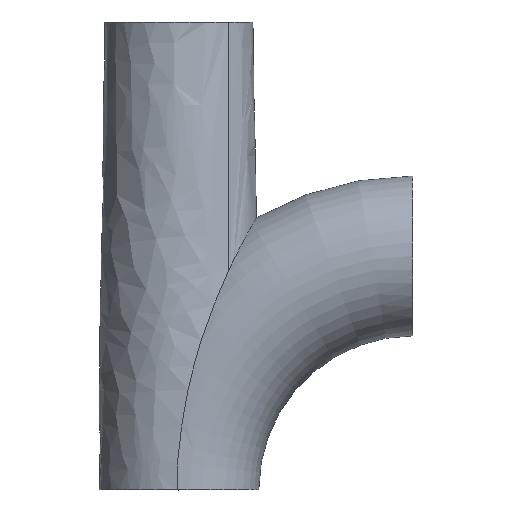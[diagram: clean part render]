
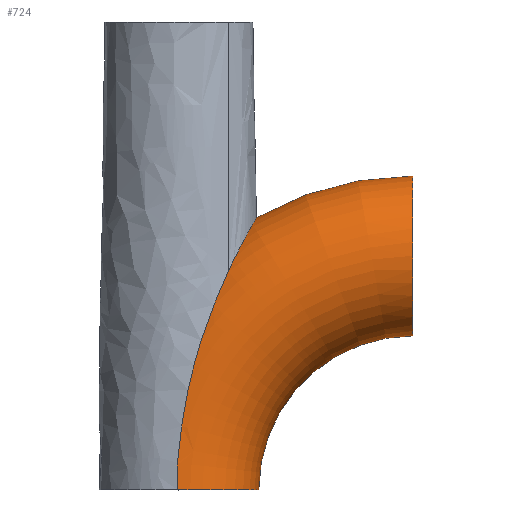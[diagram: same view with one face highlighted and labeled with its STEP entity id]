
A CAD part, top view. The second image highlights one B-rep face of the part: STEP entity #724.
In plain terms, the highlighted toroidal (fillet/blend) face has major radius 60 mm and minor radius 20.5 mm.
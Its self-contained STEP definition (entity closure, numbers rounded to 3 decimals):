
#8 = CARTESIAN_POINT ( 'NONE',  ( 13.064, 56.856, 15.239 ) ) ;
#31 = EDGE_CURVE ( 'NONE', #307, #931, #343, .T. ) ;
#35 = CARTESIAN_POINT ( 'NONE',  ( 0.867, 17.584, 20.436 ) ) ;
#43 = CARTESIAN_POINT ( 'NONE',  ( 0.566, 15.449, 20.455 ) ) ;
#52 = CARTESIAN_POINT ( 'NONE',  ( 11.82, 54.185, 16.299 ) ) ;
#67 = CARTESIAN_POINT ( 'NONE',  ( 60., 0., 0. ) ) ;
#74 = DIRECTION ( 'NONE',  ( -1., 0., 0. ) ) ;
#105 = EDGE_CURVE ( 'NONE', #366, #847, #764, .T. ) ;
#111 = DIRECTION ( 'NONE',  ( 0., 1., 0. ) ) ;
#136 = CARTESIAN_POINT ( 'NONE',  ( 1.928, 23.947, 20.337 ) ) ;
#137 = EDGE_CURVE ( 'NONE', #195, #808, #283, .T. ) ;
#143 = CARTESIAN_POINT ( 'NONE',  ( 9.377, 48.455, 17.893 ) ) ;
#149 = CARTESIAN_POINT ( 'NONE',  ( 10.985, 52.299, 16.893 ) ) ;
#166 = CARTESIAN_POINT ( 'NONE',  ( 19.855, 69.756, 0.973 ) ) ;
#172 = EDGE_LOOP ( 'NONE', ( #376, #1245, #797, #300, #513, #1011, #290 ) ) ;
#178 = CARTESIAN_POINT ( 'NONE',  ( 20.5, 0., 0. ) ) ;
#195 = VERTEX_POINT ( 'NONE', #1073 ) ;
#207 = CARTESIAN_POINT ( 'NONE',  ( 17.597, 65.74, 9.388 ) ) ;
#232 = CARTESIAN_POINT ( 'NONE',  ( -0.367, 6.872, 20.486 ) ) ;
#234 = CARTESIAN_POINT ( 'NONE',  ( 12.678, 56.028, 15.568 ) ) ;
#241 = CARTESIAN_POINT ( 'NONE',  ( 19.873, 69.786, 0. ) ) ;
#249 = CARTESIAN_POINT ( 'NONE',  ( 19.728, 69.537, 2.43 ) ) ;
#255 = CARTESIAN_POINT ( 'NONE',  ( -0.147, 9.018, 20.484 ) ) ;
#261 = CARTESIAN_POINT ( 'NONE',  ( 60., 0., 0. ) ) ;
#268 = CARTESIAN_POINT ( 'NONE',  ( 19.872, 69.786, 0.486 ) ) ;
#283 = CIRCLE ( 'NONE', #484, 80.5 ) ;
#290 = ORIENTED_EDGE ( 'NONE', *, *, #1087, .F. ) ;
#300 = ORIENTED_EDGE ( 'NONE', *, *, #31, .T. ) ;
#307 = VERTEX_POINT ( 'NONE', #453 ) ;
#312 = CARTESIAN_POINT ( 'NONE',  ( 18.099, 66.653, 8.345 ) ) ;
#326 = CARTESIAN_POINT ( 'NONE',  ( 17.422, 65.419, 9.718 ) ) ;
#335 = CARTESIAN_POINT ( 'NONE',  ( -0.367, 0., 20.496 ) ) ;
#343 = B_SPLINE_CURVE_WITH_KNOTS ( 'NONE', 3,
 ( #1017, #452, #985, #673 ),
 .UNSPECIFIED., .F., .F.,
 ( 4, 4 ),
 ( 0., 1. ),
 .UNSPECIFIED. ) ;
#355 = CARTESIAN_POINT ( 'NONE',  ( 4.517, 34.347, 19.832 ) ) ;
#364 = CARTESIAN_POINT ( 'NONE',  ( 2.845, 28.138, 20.218 ) ) ;
#366 = VERTEX_POINT ( 'NONE', #178 ) ;
#376 = ORIENTED_EDGE ( 'NONE', *, *, #137, .F. ) ;
#428 = CARTESIAN_POINT ( 'NONE',  ( 14.237, 59.282, 14.105 ) ) ;
#438 = EDGE_CURVE ( 'NONE', #931, #366, #600, .T. ) ;
#452 = CARTESIAN_POINT ( 'NONE',  ( -0.369, 4.582, 20.491 ) ) ;
#453 = CARTESIAN_POINT ( 'NONE',  ( -0.367, 6.872, 20.486 ) ) ;
#463 = CARTESIAN_POINT ( 'NONE',  ( 60., 0., 0. ) ) ;
#484 = AXIS2_PLACEMENT_3D ( 'NONE', #67, #492, #1348 ) ;
#491 = CARTESIAN_POINT ( 'NONE',  ( 19.53, 69.193, 3.842 ) ) ;
#492 = DIRECTION ( 'NONE',  ( 0., 0., -1. ) ) ;
#503 = DIRECTION ( 'NONE',  ( -1., 0., 0. ) ) ;
#512 = AXIS2_PLACEMENT_3D ( 'NONE', #261, #597, #74 ) ;
#513 = ORIENTED_EDGE ( 'NONE', *, *, #438, .T. ) ;
#531 = CARTESIAN_POINT ( 'NONE',  ( 15.777, 62.323, 12.296 ) ) ;
#547 = AXIS2_PLACEMENT_3D ( 'NONE', #580, #1349, #812 ) ;
#570 = CARTESIAN_POINT ( 'NONE',  ( 18.56, 67.482, 7.224 ) ) ;
#580 = CARTESIAN_POINT ( 'NONE',  ( 60., 60., 0. ) ) ;
#583 = CARTESIAN_POINT ( 'NONE',  ( 12.678, 56.028, 15.568 ) ) ;
#597 = DIRECTION ( 'NONE',  ( 0., 0., -1. ) ) ;
#600 = CIRCLE ( 'NONE', #739, 20.5 ) ;
#609 = DIRECTION ( 'NONE',  ( 0., 0., -1. ) ) ;
#646 = CARTESIAN_POINT ( 'NONE',  ( 13.456, 57.678, 14.881 ) ) ;
#673 = CARTESIAN_POINT ( 'NONE',  ( -0.367, 0., 20.496 ) ) ;
#684 = FACE_OUTER_BOUND ( 'NONE', #172, .T. ) ;
#700 = CARTESIAN_POINT ( 'NONE',  ( 19.802, 69.665, 1.703 ) ) ;
#709 = CARTESIAN_POINT ( 'NONE',  ( 18.841, 67.982, 6.429 ) ) ;
#724 = ADVANCED_FACE ( 'NONE', ( #684 ), #1312, .T. ) ;
#739 = AXIS2_PLACEMENT_3D ( 'NONE', #756, #111, #1266 ) ;
#747 = CARTESIAN_POINT ( 'NONE',  ( 17.936, 66.357, 8.701 ) ) ;
#748 = CARTESIAN_POINT ( 'NONE',  ( 60., 39.5, 0. ) ) ;
#756 = CARTESIAN_POINT ( 'NONE',  ( 0., 0., 0. ) ) ;
#764 = CIRCLE ( 'NONE', #512, 39.5 ) ;
#784 = B_SPLINE_CURVE_WITH_KNOTS ( 'NONE', 3,
 ( #241, #268, #166, #700, #791, #249, #1033, #491, #1109, #1347, #709, #570, #874, #312, #747, #207, #326, #1082, #1075, #531, #965, #867, #428, #646, #8, #973 ),
 .UNSPECIFIED., .F., .F.,
 ( 4, 2, 2, 2, 2, 2, 2, 2, 2, 2, 2, 2, 4 ),
 ( 0.084, 0.085, 0.086, 0.087, 0.09, 0.091, 0.093, 0.094, 0.096, 0.098, 0.101, 0.104, 0.107 ),
 .UNSPECIFIED. ) ;
#791 = CARTESIAN_POINT ( 'NONE',  ( 19.78, 69.627, 1.948 ) ) ;
#795 = CARTESIAN_POINT ( 'NONE',  ( 0.185, 12.236, 20.474 ) ) ;
#797 = ORIENTED_EDGE ( 'NONE', *, *, #1385, .T. ) ;
#805 = CARTESIAN_POINT ( 'NONE',  ( -0.246, 7.944, 20.486 ) ) ;
#808 = VERTEX_POINT ( 'NONE', #955 ) ;
#812 = DIRECTION ( 'NONE',  ( 0., 0., 1. ) ) ;
#847 = VERTEX_POINT ( 'NONE', #748 ) ;
#866 = CIRCLE ( 'NONE', #547, 20.5 ) ;
#867 = CARTESIAN_POINT ( 'NONE',  ( 14.626, 60.064, 13.688 ) ) ;
#874 = CARTESIAN_POINT ( 'NONE',  ( 18.411, 67.215, 7.607 ) ) ;
#892 = CARTESIAN_POINT ( 'NONE',  ( 6.104, 39.469, 19.344 ) ) ;
#913 = CARTESIAN_POINT ( 'NONE',  ( 6.444, 40.489, 19.223 ) ) ;
#930 = B_SPLINE_CURVE_WITH_KNOTS ( 'NONE', 3,
 ( #583, #52, #149, #143, #1213, #1029, #1207, #913, #892, #1318, #355, #364, #136, #35, #43, #795, #1306, #255, #805, #232 ),
 .UNSPECIFIED., .F., .F.,
 ( 4, 2, 2, 2, 2, 2, 2, 2, 2, 4 ),
 ( 0.107, 0.114, 0.12, 0.124, 0.127, 0.134, 0.147, 0.153, 0.156, 0.16 ),
 .UNSPECIFIED. ) ;
#931 = VERTEX_POINT ( 'NONE', #335 ) ;
#955 = CARTESIAN_POINT ( 'NONE',  ( 60., 80.5, 0. ) ) ;
#965 = CARTESIAN_POINT ( 'NONE',  ( 15.396, 61.585, 12.783 ) ) ;
#966 = AXIS2_PLACEMENT_3D ( 'NONE', #463, #609, #503 ) ;
#973 = CARTESIAN_POINT ( 'NONE',  ( 12.678, 56.028, 15.568 ) ) ;
#985 = CARTESIAN_POINT ( 'NONE',  ( -0.369, 2.291, 20.493 ) ) ;
#1011 = ORIENTED_EDGE ( 'NONE', *, *, #105, .T. ) ;
#1017 = CARTESIAN_POINT ( 'NONE',  ( -0.367, 6.872, 20.486 ) ) ;
#1023 = VERTEX_POINT ( 'NONE', #234 ) ;
#1029 = CARTESIAN_POINT ( 'NONE',  ( 7.5, 43.513, 18.801 ) ) ;
#1033 = CARTESIAN_POINT ( 'NONE',  ( 19.699, 69.486, 2.667 ) ) ;
#1073 = CARTESIAN_POINT ( 'NONE',  ( 19.873, 69.786, 0. ) ) ;
#1075 = CARTESIAN_POINT ( 'NONE',  ( 16.524, 63.749, 11.235 ) ) ;
#1082 = CARTESIAN_POINT ( 'NONE',  ( 16.891, 64.436, 10.662 ) ) ;
#1087 = EDGE_CURVE ( 'NONE', #808, #847, #866, .T. ) ;
#1109 = CARTESIAN_POINT ( 'NONE',  ( 19.337, 68.856, 4.735 ) ) ;
#1207 = CARTESIAN_POINT ( 'NONE',  ( 7.141, 42.51, 18.952 ) ) ;
#1213 = CARTESIAN_POINT ( 'NONE',  ( 8.604, 46.497, 18.297 ) ) ;
#1240 = EDGE_CURVE ( 'NONE', #195, #1023, #784, .T. ) ;
#1245 = ORIENTED_EDGE ( 'NONE', *, *, #1240, .T. ) ;
#1266 = DIRECTION ( 'NONE',  ( 0., 0., 1. ) ) ;
#1306 = CARTESIAN_POINT ( 'NONE',  ( 0.07, 11.164, 20.478 ) ) ;
#1312 = TOROIDAL_SURFACE ( 'NONE', #966, 60., 20.5 ) ;
#1318 = CARTESIAN_POINT ( 'NONE',  ( 5.123, 36.404, 19.668 ) ) ;
#1347 = CARTESIAN_POINT ( 'NONE',  ( 18.974, 68.217, 6.014 ) ) ;
#1348 = DIRECTION ( 'NONE',  ( -1., 0., 0. ) ) ;
#1349 = DIRECTION ( 'NONE',  ( 1., 0., 0. ) ) ;
#1385 = EDGE_CURVE ( 'NONE', #1023, #307, #930, .T. ) ;
